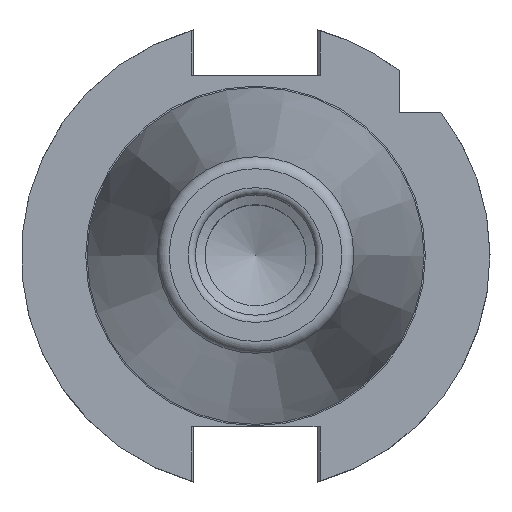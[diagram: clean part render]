
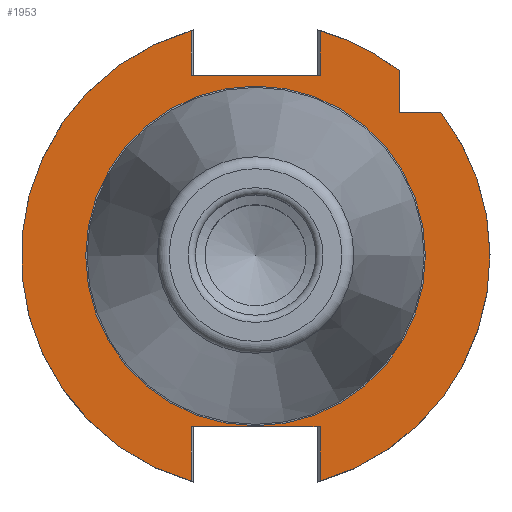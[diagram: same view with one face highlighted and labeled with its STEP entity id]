
A CAD part, top view. The second image highlights one B-rep face of the part: STEP entity #1953.
In plain terms, the highlighted planar face has unit normal (0, 0, 1).
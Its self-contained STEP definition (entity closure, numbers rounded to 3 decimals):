
#1519=LINE('',#9481,#1738);
#1520=LINE('',#9483,#1739);
#1521=LINE('',#9485,#1740);
#1522=LINE('',#9487,#1741);
#1523=LINE('',#9488,#1742);
#1524=LINE('',#9490,#1743);
#1525=LINE('',#9492,#1744);
#1526=LINE('',#9493,#1745);
#1738=VECTOR('',#7783,1.);
#1739=VECTOR('',#7784,1.);
#1740=VECTOR('',#7785,1.);
#1741=VECTOR('',#7786,1.);
#1742=VECTOR('',#7787,1.);
#1743=VECTOR('',#7788,1.);
#1744=VECTOR('',#7789,1.);
#1745=VECTOR('',#7790,1.);
#1953=ADVANCED_FACE('',(#2332,#2333),#6457,.T.);
#2332=FACE_BOUND('',#2447,.T.);
#2333=FACE_BOUND('',#2448,.T.);
#2447=EDGE_LOOP('',(#2843));
#2448=EDGE_LOOP('',(#2844,#2845,#2846,#2847,#2848,#2849,#2850,#2851,#2852,
#2853,#2854));
#2843=ORIENTED_EDGE('',*,*,#5157,.T.);
#2844=ORIENTED_EDGE('',*,*,#5158,.F.);
#2845=ORIENTED_EDGE('',*,*,#5127,.F.);
#2846=ORIENTED_EDGE('',*,*,#5159,.T.);
#2847=ORIENTED_EDGE('',*,*,#5160,.T.);
#2848=ORIENTED_EDGE('',*,*,#5161,.F.);
#2849=ORIENTED_EDGE('',*,*,#5153,.F.);
#2850=ORIENTED_EDGE('',*,*,#5162,.T.);
#2851=ORIENTED_EDGE('',*,*,#5163,.F.);
#2852=ORIENTED_EDGE('',*,*,#5164,.F.);
#2853=ORIENTED_EDGE('',*,*,#5147,.F.);
#2854=ORIENTED_EDGE('',*,*,#5165,.F.);
#4528=VERTEX_POINT('',#9398);
#4531=VERTEX_POINT('',#9404);
#4544=VERTEX_POINT('',#9456);
#4546=VERTEX_POINT('',#9459);
#4551=VERTEX_POINT('',#9470);
#4552=VERTEX_POINT('',#9472);
#4555=VERTEX_POINT('',#9480);
#4556=VERTEX_POINT('',#9482);
#4557=VERTEX_POINT('',#9484);
#4558=VERTEX_POINT('',#9486);
#4559=VERTEX_POINT('',#9489);
#4560=VERTEX_POINT('',#9491);
#5127=EDGE_CURVE('',#4531,#4528,#5987,.T.);
#5147=EDGE_CURVE('',#4544,#4546,#5994,.T.);
#5153=EDGE_CURVE('',#4551,#4552,#5996,.T.);
#5157=EDGE_CURVE('',#4555,#4555,#5998,.T.);
#5158=EDGE_CURVE('',#4528,#4556,#1519,.T.);
#5159=EDGE_CURVE('',#4531,#4557,#1520,.T.);
#5160=EDGE_CURVE('',#4557,#4558,#1521,.T.);
#5161=EDGE_CURVE('',#4552,#4558,#1522,.T.);
#5162=EDGE_CURVE('',#4551,#4559,#1523,.T.);
#5163=EDGE_CURVE('',#4560,#4559,#1524,.T.);
#5164=EDGE_CURVE('',#4546,#4560,#1525,.T.);
#5165=EDGE_CURVE('',#4556,#4544,#1526,.T.);
#5987=CIRCLE('',#7158,48.725);
#5994=CIRCLE('',#7172,48.725);
#5996=CIRCLE('',#7177,48.725);
#5998=CIRCLE('',#7181,35.3);
#6457=PLANE('',#7182);
#7158=AXIS2_PLACEMENT_3D('',#9405,#7723,#7724);
#7172=AXIS2_PLACEMENT_3D('',#9458,#7760,#7761);
#7177=AXIS2_PLACEMENT_3D('',#9471,#7772,#7773);
#7181=AXIS2_PLACEMENT_3D('',#9479,#7781,#7782);
#7182=AXIS2_PLACEMENT_3D('',#9494,#7791,#7792);
#7723=DIRECTION('',(0.,0.,-1.));
#7724=DIRECTION('',(-1.,0.,0.));
#7760=DIRECTION('',(0.,0.,-1.));
#7761=DIRECTION('',(-1.,0.,0.));
#7772=DIRECTION('',(0.,0.,-1.));
#7773=DIRECTION('',(-1.,0.,0.));
#7781=DIRECTION('',(0.,0.,-1.));
#7782=DIRECTION('',(1.,0.,0.));
#7783=DIRECTION('',(0.,-1.,0.));
#7784=DIRECTION('',(0.,-1.,0.));
#7785=DIRECTION('',(-1.,0.,0.));
#7786=DIRECTION('',(0.,-1.,0.));
#7787=DIRECTION('',(0.,1.,0.));
#7788=DIRECTION('',(-1.,0.,0.));
#7789=DIRECTION('',(0.,1.,0.));
#7790=DIRECTION('',(1.,0.,0.));
#7791=DIRECTION('',(0.,0.,1.));
#7792=DIRECTION('',(-1.,0.,0.));
#9398=CARTESIAN_POINT('',(29.85,38.511,-3.2));
#9404=CARTESIAN_POINT('',(13.402,46.845,-3.2));
#9405=CARTESIAN_POINT('',(0.,0.,-3.2));
#9456=CARTESIAN_POINT('',(38.511,29.85,-3.2));
#9458=CARTESIAN_POINT('',(0.,0.,-3.2));
#9459=CARTESIAN_POINT('',(13.402,-46.845,-3.2));
#9470=CARTESIAN_POINT('',(-13.402,-46.845,-3.2));
#9471=CARTESIAN_POINT('',(0.,0.,-3.2));
#9472=CARTESIAN_POINT('',(-13.402,46.845,-3.2));
#9479=CARTESIAN_POINT('',(0.,0.,-3.2));
#9480=CARTESIAN_POINT('',(35.3,0.,-3.2));
#9481=CARTESIAN_POINT('',(29.85,0.,-3.2));
#9482=CARTESIAN_POINT('',(29.85,29.85,-3.2));
#9483=CARTESIAN_POINT('',(13.402,55.,-3.2));
#9484=CARTESIAN_POINT('',(13.402,37.5,-3.2));
#9485=CARTESIAN_POINT('',(0.,37.5,-3.2));
#9486=CARTESIAN_POINT('',(-13.402,37.5,-3.2));
#9487=CARTESIAN_POINT('',(-13.402,55.,-3.2));
#9488=CARTESIAN_POINT('',(-13.402,-55.,-3.2));
#9489=CARTESIAN_POINT('',(-13.402,-35.5,-3.2));
#9490=CARTESIAN_POINT('',(0.,-35.5,-3.2));
#9491=CARTESIAN_POINT('',(13.402,-35.5,-3.2));
#9492=CARTESIAN_POINT('',(13.402,-55.,-3.2));
#9493=CARTESIAN_POINT('',(-48.725,29.85,-3.2));
#9494=CARTESIAN_POINT('',(-48.725,0.,-3.2));
